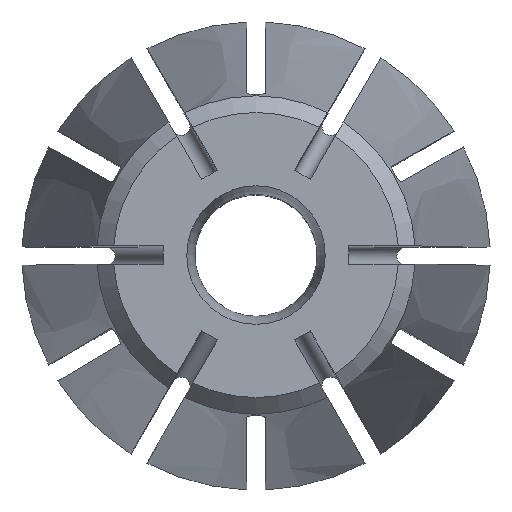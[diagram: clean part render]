
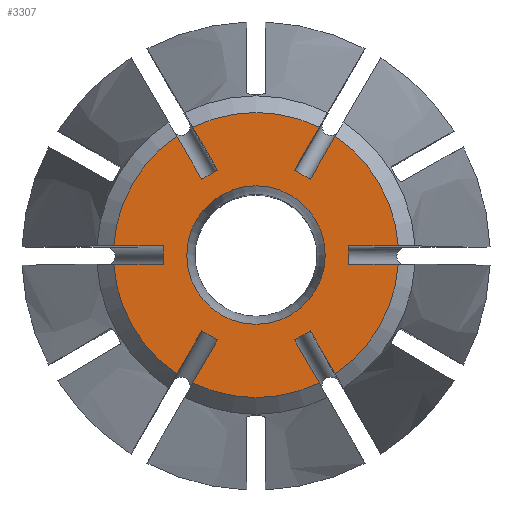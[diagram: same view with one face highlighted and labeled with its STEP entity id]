
A CAD part, top view. The second image highlights one B-rep face of the part: STEP entity #3307.
In plain terms, the highlighted planar face has unit normal (0, 0, 1).
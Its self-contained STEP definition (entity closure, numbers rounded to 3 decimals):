
#179=LINE('',#5870,#353);
#180=LINE('',#5872,#354);
#181=LINE('',#5874,#355);
#182=LINE('',#5875,#356);
#183=LINE('',#5877,#357);
#184=LINE('',#5879,#358);
#185=LINE('',#5883,#359);
#186=LINE('',#5885,#360);
#187=LINE('',#5887,#361);
#188=LINE('',#5888,#362);
#189=LINE('',#5890,#363);
#190=LINE('',#5892,#364);
#191=LINE('',#5893,#365);
#192=LINE('',#5895,#366);
#193=LINE('',#5897,#367);
#194=LINE('',#5898,#368);
#195=LINE('',#5900,#369);
#196=LINE('',#5902,#370);
#353=VECTOR('',#4276,1000.);
#354=VECTOR('',#4277,1000.);
#355=VECTOR('',#4278,1000.);
#356=VECTOR('',#4279,1000.);
#357=VECTOR('',#4280,1000.);
#358=VECTOR('',#4281,1000.);
#359=VECTOR('',#4284,1000.);
#360=VECTOR('',#4285,1000.);
#361=VECTOR('',#4286,1000.);
#362=VECTOR('',#4287,1000.);
#363=VECTOR('',#4288,1000.);
#364=VECTOR('',#4289,1000.);
#365=VECTOR('',#4290,1000.);
#366=VECTOR('',#4291,1000.);
#367=VECTOR('',#4292,1000.);
#368=VECTOR('',#4293,1000.);
#369=VECTOR('',#4294,1000.);
#370=VECTOR('',#4295,1000.);
#479=PLANE('',#3621);
#524=CIRCLE('',#3401,3.5);
#546=CIRCLE('',#3443,3.5);
#568=CIRCLE('',#3485,3.5);
#590=CIRCLE('',#3527,3.5);
#618=CIRCLE('',#3581,3.5);
#639=CIRCLE('',#3622,1.7);
#640=CIRCLE('',#3623,3.5);
#1141=ORIENTED_EDGE('',*,*,#2083,.F.);
#1142=ORIENTED_EDGE('',*,*,#1807,.T.);
#1143=ORIENTED_EDGE('',*,*,#2084,.T.);
#1144=ORIENTED_EDGE('',*,*,#2085,.T.);
#1145=ORIENTED_EDGE('',*,*,#2086,.F.);
#1146=ORIENTED_EDGE('',*,*,#1743,.T.);
#1147=ORIENTED_EDGE('',*,*,#2087,.T.);
#1148=ORIENTED_EDGE('',*,*,#2088,.T.);
#1149=ORIENTED_EDGE('',*,*,#2089,.F.);
#1150=ORIENTED_EDGE('',*,*,#2090,.T.);
#1151=ORIENTED_EDGE('',*,*,#2091,.T.);
#1152=ORIENTED_EDGE('',*,*,#2092,.T.);
#1153=ORIENTED_EDGE('',*,*,#2093,.F.);
#1154=ORIENTED_EDGE('',*,*,#2020,.T.);
#1155=ORIENTED_EDGE('',*,*,#2094,.T.);
#1156=ORIENTED_EDGE('',*,*,#2095,.T.);
#1157=ORIENTED_EDGE('',*,*,#2096,.F.);
#1158=ORIENTED_EDGE('',*,*,#1937,.T.);
#1159=ORIENTED_EDGE('',*,*,#2097,.T.);
#1160=ORIENTED_EDGE('',*,*,#2098,.T.);
#1161=ORIENTED_EDGE('',*,*,#2099,.F.);
#1162=ORIENTED_EDGE('',*,*,#1872,.T.);
#1163=ORIENTED_EDGE('',*,*,#2100,.T.);
#1164=ORIENTED_EDGE('',*,*,#2101,.T.);
#1165=ORIENTED_EDGE('',*,*,#2102,.F.);
#1743=EDGE_CURVE('',#2259,#2260,#524,.T.);
#1807=EDGE_CURVE('',#2306,#2305,#546,.T.);
#1872=EDGE_CURVE('',#2352,#2351,#568,.T.);
#1937=EDGE_CURVE('',#2398,#2397,#590,.T.);
#2020=EDGE_CURVE('',#2456,#2455,#618,.T.);
#2083=EDGE_CURVE('',#2499,#2499,#639,.T.);
#2084=EDGE_CURVE('',#2305,#2500,#179,.T.);
#2085=EDGE_CURVE('',#2500,#2501,#180,.T.);
#2086=EDGE_CURVE('',#2259,#2501,#181,.T.);
#2087=EDGE_CURVE('',#2260,#2502,#182,.T.);
#2088=EDGE_CURVE('',#2502,#2503,#183,.T.);
#2089=EDGE_CURVE('',#2504,#2503,#184,.T.);
#2090=EDGE_CURVE('',#2504,#2505,#640,.T.);
#2091=EDGE_CURVE('',#2505,#2506,#185,.T.);
#2092=EDGE_CURVE('',#2506,#2507,#186,.T.);
#2093=EDGE_CURVE('',#2456,#2507,#187,.T.);
#2094=EDGE_CURVE('',#2455,#2508,#188,.T.);
#2095=EDGE_CURVE('',#2508,#2509,#189,.T.);
#2096=EDGE_CURVE('',#2398,#2509,#190,.T.);
#2097=EDGE_CURVE('',#2397,#2510,#191,.T.);
#2098=EDGE_CURVE('',#2510,#2511,#192,.T.);
#2099=EDGE_CURVE('',#2352,#2511,#193,.T.);
#2100=EDGE_CURVE('',#2351,#2512,#194,.T.);
#2101=EDGE_CURVE('',#2512,#2513,#195,.T.);
#2102=EDGE_CURVE('',#2306,#2513,#196,.T.);
#2259=VERTEX_POINT('',#4686);
#2260=VERTEX_POINT('',#4691);
#2305=VERTEX_POINT('',#4913);
#2306=VERTEX_POINT('',#4915);
#2351=VERTEX_POINT('',#5140);
#2352=VERTEX_POINT('',#5142);
#2397=VERTEX_POINT('',#5367);
#2398=VERTEX_POINT('',#5369);
#2455=VERTEX_POINT('',#5648);
#2456=VERTEX_POINT('',#5650);
#2499=VERTEX_POINT('',#5869);
#2500=VERTEX_POINT('',#5871);
#2501=VERTEX_POINT('',#5873);
#2502=VERTEX_POINT('',#5876);
#2503=VERTEX_POINT('',#5878);
#2504=VERTEX_POINT('',#5880);
#2505=VERTEX_POINT('',#5882);
#2506=VERTEX_POINT('',#5884);
#2507=VERTEX_POINT('',#5886);
#2508=VERTEX_POINT('',#5889);
#2509=VERTEX_POINT('',#5891);
#2510=VERTEX_POINT('',#5894);
#2511=VERTEX_POINT('',#5896);
#2512=VERTEX_POINT('',#5899);
#2513=VERTEX_POINT('',#5901);
#2891=EDGE_LOOP('',(#1141));
#2892=EDGE_LOOP('',(#1142,#1143,#1144,#1145,#1146,#1147,#1148,#1149,#1150,
#1151,#1152,#1153,#1154,#1155,#1156,#1157,#1158,#1159,#1160,#1161,#1162,
#1163,#1164,#1165));
#3075=FACE_BOUND('',#2891,.T.);
#3076=FACE_BOUND('',#2892,.T.);
#3307=ADVANCED_FACE('',(#3075,#3076),#479,.F.);
#3401=AXIS2_PLACEMENT_3D('',#4692,#3766,#3767);
#3443=AXIS2_PLACEMENT_3D('',#4914,#3862,#3863);
#3485=AXIS2_PLACEMENT_3D('',#5141,#3958,#3959);
#3527=AXIS2_PLACEMENT_3D('',#5368,#4054,#4055);
#3581=AXIS2_PLACEMENT_3D('',#5649,#4180,#4181);
#3621=AXIS2_PLACEMENT_3D('',#5867,#4272,#4273);
#3622=AXIS2_PLACEMENT_3D('',#5868,#4274,#4275);
#3623=AXIS2_PLACEMENT_3D('',#5881,#4282,#4283);
#3766=DIRECTION('',(0.,0.,1.));
#3767=DIRECTION('',(1.,0.,0.));
#3862=DIRECTION('',(0.,0.,1.));
#3863=DIRECTION('',(1.,0.,0.));
#3958=DIRECTION('',(0.,0.,1.));
#3959=DIRECTION('',(1.,0.,0.));
#4054=DIRECTION('',(0.,0.,1.));
#4055=DIRECTION('',(1.,0.,0.));
#4180=DIRECTION('',(0.,0.,1.));
#4181=DIRECTION('',(1.,0.,0.));
#4272=DIRECTION('',(0.,0.,-1.));
#4273=DIRECTION('',(-1.,0.,0.));
#4274=DIRECTION('',(0.,0.,1.));
#4275=DIRECTION('',(1.,0.,0.));
#4276=DIRECTION('',(-0.5,0.866,0.));
#4277=DIRECTION('',(0.866,0.5,0.));
#4278=DIRECTION('',(-0.5,0.866,0.));
#4279=DIRECTION('',(-1.,0.,0.));
#4280=DIRECTION('',(0.,1.,0.));
#4281=DIRECTION('',(-1.,0.,0.));
#4282=DIRECTION('',(0.,0.,1.));
#4283=DIRECTION('',(1.,0.,0.));
#4284=DIRECTION('',(-0.5,-0.866,0.));
#4285=DIRECTION('',(-0.866,0.5,0.));
#4286=DIRECTION('',(-0.5,-0.866,0.));
#4287=DIRECTION('',(0.5,-0.866,0.));
#4288=DIRECTION('',(-0.866,-0.5,0.));
#4289=DIRECTION('',(0.5,-0.866,0.));
#4290=DIRECTION('',(1.,0.,0.));
#4291=DIRECTION('',(0.,-1.,0.));
#4292=DIRECTION('',(1.,0.,0.));
#4293=DIRECTION('',(0.5,0.866,0.));
#4294=DIRECTION('',(0.866,-0.5,0.));
#4295=DIRECTION('',(0.5,0.866,0.));
#4686=CARTESIAN_POINT('',(1.941,-2.912,13.5));
#4691=CARTESIAN_POINT('',(3.493,-0.225,13.5));
#4692=CARTESIAN_POINT('',(0.,0.,13.5));
#4913=CARTESIAN_POINT('',(1.552,-3.137,13.5));
#4914=CARTESIAN_POINT('',(0.,0.,13.5));
#4915=CARTESIAN_POINT('',(-1.552,-3.137,13.5));
#5140=CARTESIAN_POINT('',(-1.941,-2.912,13.5));
#5141=CARTESIAN_POINT('',(0.,0.,13.5));
#5142=CARTESIAN_POINT('',(-3.493,-0.225,13.5));
#5367=CARTESIAN_POINT('',(-3.493,0.225,13.5));
#5368=CARTESIAN_POINT('',(0.,0.,13.5));
#5369=CARTESIAN_POINT('',(-1.941,2.912,13.5));
#5648=CARTESIAN_POINT('',(-1.552,3.137,13.5));
#5649=CARTESIAN_POINT('',(0.,0.,13.5));
#5650=CARTESIAN_POINT('',(1.552,3.137,13.5));
#5867=CARTESIAN_POINT('',(3.5,0.,13.5));
#5868=CARTESIAN_POINT('',(0.,0.,13.5));
#5869=CARTESIAN_POINT('',(1.7,0.,13.5));
#5870=CARTESIAN_POINT('',(0.68,-1.628,13.5));
#5871=CARTESIAN_POINT('',(0.944,-2.085,13.5));
#5872=CARTESIAN_POINT('',(0.944,-2.085,13.5));
#5873=CARTESIAN_POINT('',(1.334,-1.86,13.5));
#5874=CARTESIAN_POINT('',(1.07,-1.403,13.5));
#5875=CARTESIAN_POINT('',(3.5,-0.225,13.5));
#5876=CARTESIAN_POINT('',(2.278,-0.225,13.5));
#5877=CARTESIAN_POINT('',(2.278,-0.225,13.5));
#5878=CARTESIAN_POINT('',(2.278,0.225,13.5));
#5879=CARTESIAN_POINT('',(3.5,0.225,13.5));
#5880=CARTESIAN_POINT('',(3.493,0.225,13.5));
#5881=CARTESIAN_POINT('',(0.,0.,13.5));
#5882=CARTESIAN_POINT('',(1.941,2.912,13.5));
#5883=CARTESIAN_POINT('',(1.07,1.403,13.5));
#5884=CARTESIAN_POINT('',(1.334,1.86,13.5));
#5885=CARTESIAN_POINT('',(1.334,1.86,13.5));
#5886=CARTESIAN_POINT('',(0.944,2.085,13.5));
#5887=CARTESIAN_POINT('',(0.68,1.628,13.5));
#5888=CARTESIAN_POINT('',(1.07,-1.403,13.5));
#5889=CARTESIAN_POINT('',(-0.944,2.085,13.5));
#5890=CARTESIAN_POINT('',(-0.944,2.085,13.5));
#5891=CARTESIAN_POINT('',(-1.334,1.86,13.5));
#5892=CARTESIAN_POINT('',(0.68,-1.628,13.5));
#5893=CARTESIAN_POINT('',(3.5,0.225,13.5));
#5894=CARTESIAN_POINT('',(-2.278,0.225,13.5));
#5895=CARTESIAN_POINT('',(-2.278,0.225,13.5));
#5896=CARTESIAN_POINT('',(-2.278,-0.225,13.5));
#5897=CARTESIAN_POINT('',(3.5,-0.225,13.5));
#5898=CARTESIAN_POINT('',(0.68,1.628,13.5));
#5899=CARTESIAN_POINT('',(-1.334,-1.86,13.5));
#5900=CARTESIAN_POINT('',(-1.334,-1.86,13.5));
#5901=CARTESIAN_POINT('',(-0.944,-2.085,13.5));
#5902=CARTESIAN_POINT('',(1.07,1.403,13.5));
